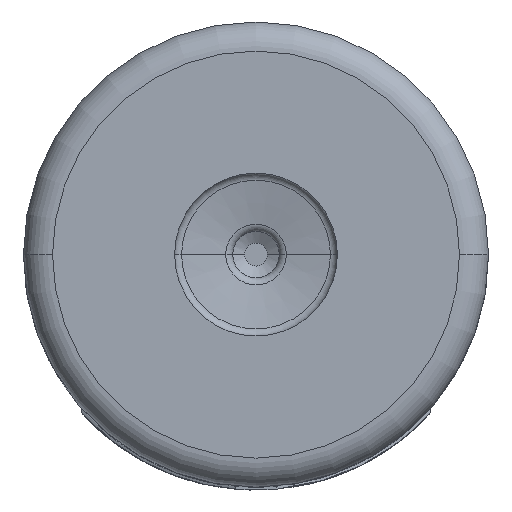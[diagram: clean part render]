
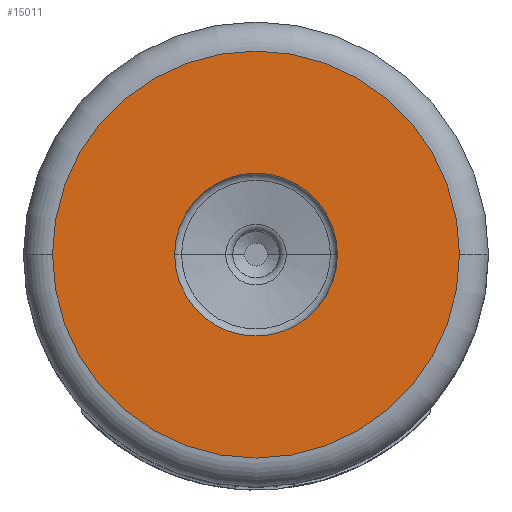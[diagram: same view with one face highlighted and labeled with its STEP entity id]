
A CAD part, front view. The second image highlights one B-rep face of the part: STEP entity #15011.
In plain terms, the highlighted planar face has unit normal (0, -1, 0).
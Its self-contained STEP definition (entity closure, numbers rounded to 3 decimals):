
#2113=CARTESIAN_POINT('',(0.,-4.,0.));
#2114=DIRECTION('',(0.,-1.,0.));
#2115=DIRECTION('',(1.,0.,0.));
#2116=AXIS2_PLACEMENT_3D('',#2113,#2114,#2115);
#2128=CARTESIAN_POINT('',(0.,-4.,0.));
#2129=DIRECTION('',(0.,-1.,0.));
#2130=DIRECTION('',(-1.,0.,0.));
#2131=AXIS2_PLACEMENT_3D('',#2128,#2129,#2130);
#2133=CARTESIAN_POINT('',(0.,-4.,0.));
#2134=DIRECTION('',(0.,-1.,0.));
#2135=DIRECTION('',(1.,0.,0.));
#2136=AXIS2_PLACEMENT_3D('',#2133,#2134,#2135);
#2138=CARTESIAN_POINT('',(0.,-4.,0.));
#2139=DIRECTION('',(0.,-1.,0.));
#2140=DIRECTION('',(-1.,0.,0.));
#2141=AXIS2_PLACEMENT_3D('',#2138,#2139,#2140);
#12717=CARTESIAN_POINT('',(-1.4,-4.,0.));
#12718=CARTESIAN_POINT('',(1.4,-4.,0.));
#12719=VERTEX_POINT('',#12717);
#12720=VERTEX_POINT('',#12718);
#12721=CARTESIAN_POINT('',(3.5,-4.,0.));
#12722=CARTESIAN_POINT('',(-3.5,-4.,0.));
#12723=VERTEX_POINT('',#12721);
#12724=VERTEX_POINT('',#12722);
#14995=CARTESIAN_POINT('',(0.,-4.,0.));
#14996=DIRECTION('',(0.,1.,0.));
#14997=DIRECTION('',(1.,0.,0.));
#14998=AXIS2_PLACEMENT_3D('',#14995,#14996,#14997);
#14999=PLANE('',#14998);
#15000=ORIENTED_EDGE('',*,*,#14985,.F.);
#15002=ORIENTED_EDGE('',*,*,#15001,.F.);
#15003=EDGE_LOOP('',(#15000,#15002));
#15004=FACE_OUTER_BOUND('',#15003,.F.);
#15006=ORIENTED_EDGE('',*,*,#15005,.T.);
#15008=ORIENTED_EDGE('',*,*,#15007,.T.);
#15009=EDGE_LOOP('',(#15006,#15008));
#15010=FACE_BOUND('',#15009,.F.);
#15011=ADVANCED_FACE('',(#15004,#15010),#14999,.F.);
#2117=CIRCLE('',#2116,3.5);
#2132=CIRCLE('',#2131,1.4);
#2137=CIRCLE('',#2136,1.4);
#2142=CIRCLE('',#2141,3.5);
#14985=EDGE_CURVE('',#12723,#12724,#2117,.T.);
#15001=EDGE_CURVE('',#12724,#12723,#2142,.T.);
#15005=EDGE_CURVE('',#12719,#12720,#2132,.T.);
#15007=EDGE_CURVE('',#12720,#12719,#2137,.T.);
